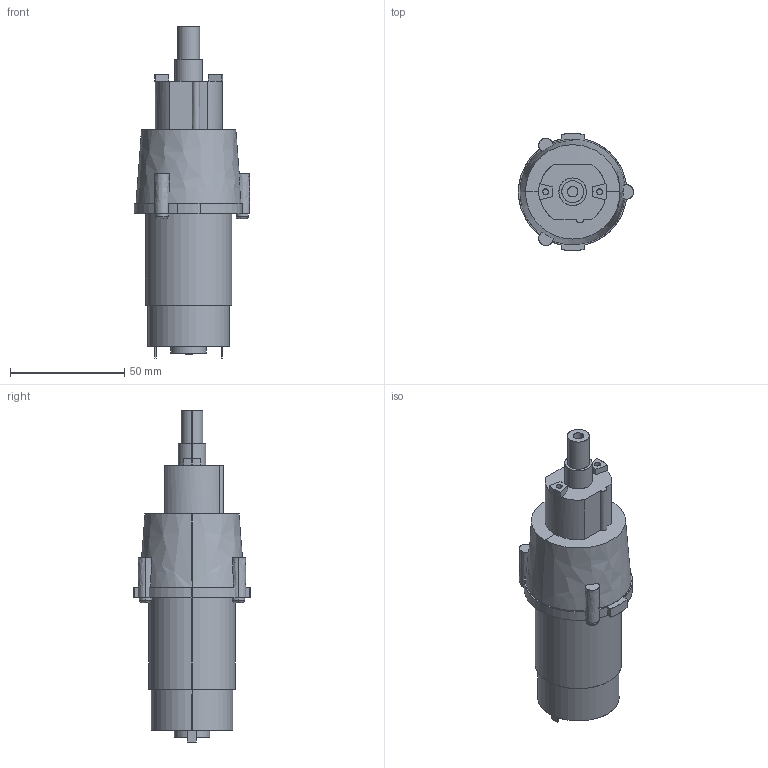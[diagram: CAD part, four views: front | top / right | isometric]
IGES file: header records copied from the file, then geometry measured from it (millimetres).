
Start section: SolidWorks IGES FILE using analytic representation for surfaces
Global section: file name: Harborfreight18v.IGS; native system: SolidWorks 2001Plus by SolidWorks Corporation; preprocessor: Version 5.3; author: thesmith; date: 090504.201905; units: millimetre
Bounding box: 50.32 x 51.26 x 145.18 mm (x, y, z)
Surface area: 19437.2 mm2 (no closed solid volume)
Topology: 0 solids, 0 shells, 102 faces, 1657 edges, 1657 vertices
Faces by surface type: bspline 51, revolution 51
